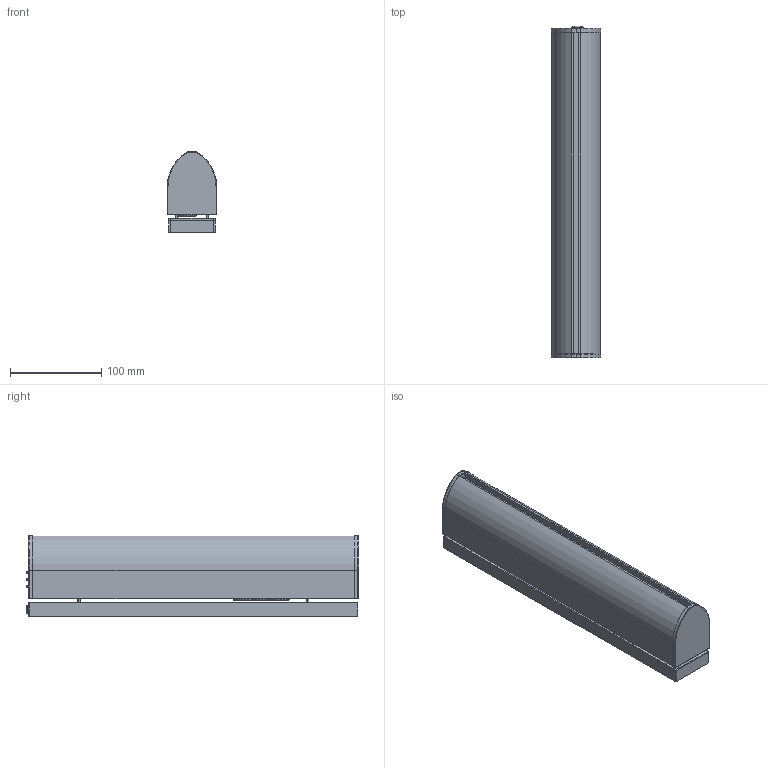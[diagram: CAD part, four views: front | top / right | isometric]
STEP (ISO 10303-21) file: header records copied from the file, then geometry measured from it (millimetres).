
FILE_DESCRIPTION((''),'2;1');
FILE_NAME('','',('none'),('none'),'','','none');
FILE_SCHEMA(('CONFIG_CONTROL_DESIGN'));
Length unit declared in the file: millimetre
Products named in the file (1): EN10031021
Bounding box: 53.86 x 363.3 x 88.1 mm (x, y, z)
Volume: 1089583.6 mm3; surface area: 185403.7 mm2
Topology: 13 solids, 13 shells, 292 faces, 660 edges, 392 vertices
Faces by surface type: cylinder 106, plane 104, torus 44, sphere 32, cone 6
Entity records: 7703 total; most frequent: CARTESIAN_POINT 1651, ORIENTED_EDGE 1296, DIRECTION 1040, EDGE_CURVE 648, AXIS2_PLACEMENT_3D 527, VERTEX_POINT 392, EDGE_LOOP 312, CIRCLE 300
